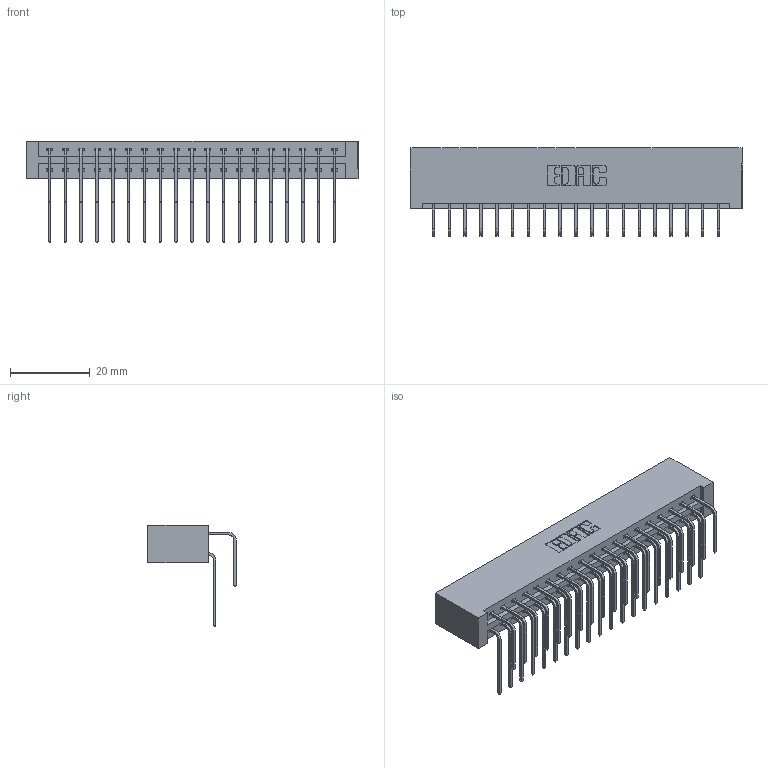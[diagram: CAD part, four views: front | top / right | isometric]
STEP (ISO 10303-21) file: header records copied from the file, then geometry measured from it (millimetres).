
FILE_DESCRIPTION (( 'STEP AP203' ), '1' );
FILE_NAME ('387-038-558-201.STEP', '2018-09-19T06:29:15', ( '' ), ( '' ), 'SwSTEP 2.0', 'SolidWorks 2016', '' );
FILE_SCHEMA (( 'CONFIG_CONTROL_DESIGN' ));
Length unit declared in the file: inch
Products named in the file (4): 345-292-001_558 Tail - 2; 387-038-558-201; 337 Part_No Mounting Lugs; 345-292-001_558 559 Tail - 1
Assembly tree (39 placements, depth 2):
  387-038-558-201
    337 Part_No Mounting Lugs
    345-292-001_558 559 Tail - 1  x19
    345-292-001_558 Tail - 2  x19
Bounding box: 83.16 x 22.17 x 25.53 mm (x, y, z)
Volume: 9437.8 mm3; surface area: 11602.9 mm2
Topology: 39 solids, 39 shells, 2234 faces, 6633 edges, 4370 vertices
Faces by surface type: plane 1586, cylinder 648
Entity records: 19213 total; most frequent: CARTESIAN_POINT 3301, ORIENTED_EDGE 3186, DIRECTION 2825, EDGE_CURVE 1593, VECTOR 1433, LINE 1433, VERTEX_POINT 1058, AXIS2_PLACEMENT_3D 696
